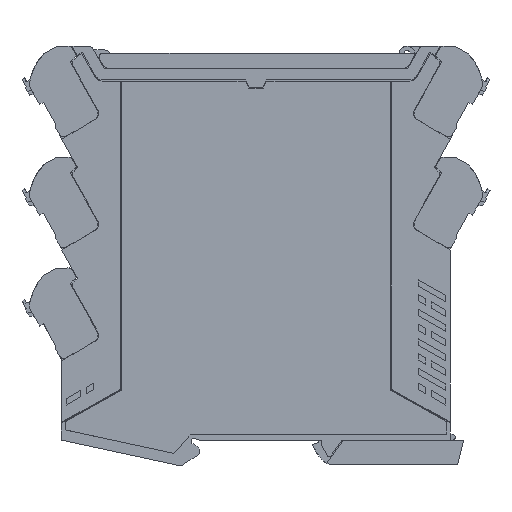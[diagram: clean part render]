
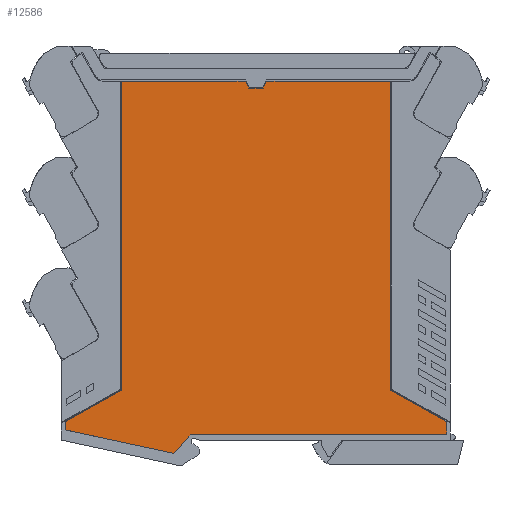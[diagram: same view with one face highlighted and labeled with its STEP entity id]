
A CAD part, left-side view. The second image highlights one B-rep face of the part: STEP entity #12586.
In plain terms, the highlighted planar face has unit normal (-1, 0, 0).
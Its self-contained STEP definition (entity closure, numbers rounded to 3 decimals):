
#12564=AXIS2_PLACEMENT_3D('Plane Axis2P3D',#12561,#12562,#12563) ;
#8880=CARTESIAN_POINT('Vertex',(0.,11.73,12.04)) ;
#8883=CARTESIAN_POINT('Line Origine',(0.,11.73,10.332)) ;
#8887=CARTESIAN_POINT('Vertex',(0.,11.73,8.624)) ;
#8903=CARTESIAN_POINT('Line Origine',(0.,46.51,8.624)) ;
#8907=CARTESIAN_POINT('Vertex',(0.,81.289,8.624)) ;
#8923=CARTESIAN_POINT('Line Origine',(0.,83.805,5.745)) ;
#8927=CARTESIAN_POINT('Vertex',(0.,85.842,3.413)) ;
#8929=CARTESIAN_POINT('Vertex',(0.,81.767,8.077)) ;
#8937=CARTESIAN_POINT('Line Origine',(0.,81.526,8.353)) ;
#8941=CARTESIAN_POINT('Vertex',(0.,81.762,8.082)) ;
#8944=CARTESIAN_POINT('Line Origine',(0.,81.765,8.079)) ;
#8961=CARTESIAN_POINT('Line Origine',(0.,100.618,6.592)) ;
#8965=CARTESIAN_POINT('Vertex',(0.,115.395,9.771)) ;
#8985=CARTESIAN_POINT('Line Origine',(0.,115.395,10.906)) ;
#8989=CARTESIAN_POINT('Vertex',(0.,115.395,12.04)) ;
#9005=CARTESIAN_POINT('Line Origine',(0.,107.778,16.305)) ;
#9009=CARTESIAN_POINT('Vertex',(0.,100.162,20.571)) ;
#9025=CARTESIAN_POINT('Line Origine',(0.,100.162,62.547)) ;
#9029=CARTESIAN_POINT('Vertex',(0.,100.162,104.524)) ;
#9045=CARTESIAN_POINT('Line Origine',(0.,68.143,104.524)) ;
#9049=CARTESIAN_POINT('Vertex',(0.,66.393,104.524)) ;
#9051=CARTESIAN_POINT('Vertex',(0.,69.893,104.524)) ;
#9059=CARTESIAN_POINT('Line Origine',(0.,85.028,104.524)) ;
#9078=CARTESIAN_POINT('Line Origine',(0.,65.95,103.574)) ;
#9082=CARTESIAN_POINT('Vertex',(0.,65.507,102.624)) ;
#9102=CARTESIAN_POINT('Vertex',(0.,61.618,102.624)) ;
#9105=CARTESIAN_POINT('Line Origine',(0.,63.562,102.624)) ;
#9123=CARTESIAN_POINT('Line Origine',(0.,61.175,103.574)) ;
#9127=CARTESIAN_POINT('Vertex',(0.,60.732,104.524)) ;
#9143=CARTESIAN_POINT('Line Origine',(0.,42.097,104.524)) ;
#9147=CARTESIAN_POINT('Vertex',(0.,26.962,104.524)) ;
#9149=CARTESIAN_POINT('Vertex',(0.,57.232,104.524)) ;
#9157=CARTESIAN_POINT('Line Origine',(0.,58.982,104.524)) ;
#9171=CARTESIAN_POINT('Line Origine',(0.,26.962,62.547)) ;
#9175=CARTESIAN_POINT('Vertex',(0.,26.962,20.571)) ;
#9191=CARTESIAN_POINT('Line Origine',(0.,19.346,16.305)) ;
#12561=CARTESIAN_POINT('Axis2P3D Location',(0.,63.562,7.024)) ;
#8884=DIRECTION('Vector Direction',(0.,0.,1.)) ;
#8904=DIRECTION('Vector Direction',(0.,1.,0.)) ;
#8924=DIRECTION('Vector Direction',(0.,-0.658,0.753)) ;
#8938=DIRECTION('Vector Direction',(0.,-0.658,0.753)) ;
#8945=DIRECTION('Vector Direction',(0.,-0.658,0.753)) ;
#8962=DIRECTION('Vector Direction',(0.,-0.978,-0.21)) ;
#8986=DIRECTION('Vector Direction',(0.,0.,-1.)) ;
#9006=DIRECTION('Vector Direction',(0.,0.872,-0.489)) ;
#9026=DIRECTION('Vector Direction',(0.,0.,-1.)) ;
#9046=DIRECTION('Vector Direction',(0.,1.,0.)) ;
#9060=DIRECTION('Vector Direction',(0.,1.,0.)) ;
#9079=DIRECTION('Vector Direction',(0.,0.423,0.906)) ;
#9106=DIRECTION('Vector Direction',(0.,1.,0.)) ;
#9124=DIRECTION('Vector Direction',(0.,-0.423,0.906)) ;
#9144=DIRECTION('Vector Direction',(0.,1.,0.)) ;
#9158=DIRECTION('Vector Direction',(0.,1.,0.)) ;
#9172=DIRECTION('Vector Direction',(0.,0.,1.)) ;
#9192=DIRECTION('Vector Direction',(0.,0.872,0.489)) ;
#12562=DIRECTION('Axis2P3D Direction',(-1.,0.,0.)) ;
#12563=DIRECTION('Axis2P3D XDirection',(0.,1.,0.)) ;
#8885=VECTOR('Line Direction',#8884,1.) ;
#8905=VECTOR('Line Direction',#8904,1.) ;
#8925=VECTOR('Line Direction',#8924,1.) ;
#8939=VECTOR('Line Direction',#8938,1.) ;
#8946=VECTOR('Line Direction',#8945,1.) ;
#8963=VECTOR('Line Direction',#8962,1.) ;
#8987=VECTOR('Line Direction',#8986,1.) ;
#9007=VECTOR('Line Direction',#9006,1.) ;
#9027=VECTOR('Line Direction',#9026,1.) ;
#9047=VECTOR('Line Direction',#9046,1.) ;
#9061=VECTOR('Line Direction',#9060,1.) ;
#9080=VECTOR('Line Direction',#9079,1.) ;
#9107=VECTOR('Line Direction',#9106,1.) ;
#9125=VECTOR('Line Direction',#9124,1.) ;
#9145=VECTOR('Line Direction',#9144,1.) ;
#9159=VECTOR('Line Direction',#9158,1.) ;
#9173=VECTOR('Line Direction',#9172,1.) ;
#9193=VECTOR('Line Direction',#9192,1.) ;
#12567=ORIENTED_EDGE('',*,*,#9109,.T.) ;
#12568=ORIENTED_EDGE('',*,*,#9084,.T.) ;
#12569=ORIENTED_EDGE('',*,*,#9053,.T.) ;
#12570=ORIENTED_EDGE('',*,*,#9063,.T.) ;
#12571=ORIENTED_EDGE('',*,*,#9031,.T.) ;
#12572=ORIENTED_EDGE('',*,*,#9011,.T.) ;
#12573=ORIENTED_EDGE('',*,*,#8991,.T.) ;
#12574=ORIENTED_EDGE('',*,*,#8967,.T.) ;
#12575=ORIENTED_EDGE('',*,*,#8931,.T.) ;
#12576=ORIENTED_EDGE('',*,*,#8948,.T.) ;
#12577=ORIENTED_EDGE('',*,*,#8943,.T.) ;
#12578=ORIENTED_EDGE('',*,*,#8909,.T.) ;
#12579=ORIENTED_EDGE('',*,*,#8889,.T.) ;
#12580=ORIENTED_EDGE('',*,*,#9195,.T.) ;
#12581=ORIENTED_EDGE('',*,*,#9177,.T.) ;
#12582=ORIENTED_EDGE('',*,*,#9151,.T.) ;
#12583=ORIENTED_EDGE('',*,*,#9161,.T.) ;
#12584=ORIENTED_EDGE('',*,*,#9129,.T.) ;
#12586=ADVANCED_FACE('GEHAEUSE',(#12585),#12565,.T.) ;
#8889=EDGE_CURVE('',#8888,#8881,#8886,.T.) ;
#8909=EDGE_CURVE('',#8908,#8888,#8906,.F.) ;
#8931=EDGE_CURVE('',#8928,#8930,#8926,.T.) ;
#8943=EDGE_CURVE('',#8942,#8908,#8940,.T.) ;
#8948=EDGE_CURVE('',#8930,#8942,#8947,.T.) ;
#8967=EDGE_CURVE('',#8966,#8928,#8964,.T.) ;
#8991=EDGE_CURVE('',#8990,#8966,#8988,.T.) ;
#9011=EDGE_CURVE('',#9010,#8990,#9008,.T.) ;
#9031=EDGE_CURVE('',#9030,#9010,#9028,.T.) ;
#9053=EDGE_CURVE('',#9050,#9052,#9048,.T.) ;
#9063=EDGE_CURVE('',#9052,#9030,#9062,.T.) ;
#9084=EDGE_CURVE('',#9083,#9050,#9081,.T.) ;
#9109=EDGE_CURVE('',#9103,#9083,#9108,.T.) ;
#9129=EDGE_CURVE('',#9128,#9103,#9126,.F.) ;
#9151=EDGE_CURVE('',#9148,#9150,#9146,.T.) ;
#9161=EDGE_CURVE('',#9150,#9128,#9160,.T.) ;
#9177=EDGE_CURVE('',#9176,#9148,#9174,.T.) ;
#9195=EDGE_CURVE('',#8881,#9176,#9194,.T.) ;
#12566=EDGE_LOOP('',(#12567,#12568,#12569,#12570,#12571,#12572,#12573,#12574,#12575,#12576,#12577,#12578,#12579,#12580,#12581,#12582,#12583,#12584)) ;
#12585=FACE_OUTER_BOUND('',#12566,.T.) ;
#8886=LINE('Line',#8883,#8885) ;
#8906=LINE('Line',#8903,#8905) ;
#8926=LINE('Line',#8923,#8925) ;
#8940=LINE('Line',#8937,#8939) ;
#8947=LINE('Line',#8944,#8946) ;
#8964=LINE('Line',#8961,#8963) ;
#8988=LINE('Line',#8985,#8987) ;
#9008=LINE('Line',#9005,#9007) ;
#9028=LINE('Line',#9025,#9027) ;
#9048=LINE('Line',#9045,#9047) ;
#9062=LINE('Line',#9059,#9061) ;
#9081=LINE('Line',#9078,#9080) ;
#9108=LINE('Line',#9105,#9107) ;
#9126=LINE('Line',#9123,#9125) ;
#9146=LINE('Line',#9143,#9145) ;
#9160=LINE('Line',#9157,#9159) ;
#9174=LINE('Line',#9171,#9173) ;
#9194=LINE('Line',#9191,#9193) ;
#12565=PLANE('',#12564) ;
#8881=VERTEX_POINT('',#8880) ;
#8888=VERTEX_POINT('',#8887) ;
#8908=VERTEX_POINT('',#8907) ;
#8928=VERTEX_POINT('',#8927) ;
#8930=VERTEX_POINT('',#8929) ;
#8942=VERTEX_POINT('',#8941) ;
#8966=VERTEX_POINT('',#8965) ;
#8990=VERTEX_POINT('',#8989) ;
#9010=VERTEX_POINT('',#9009) ;
#9030=VERTEX_POINT('',#9029) ;
#9050=VERTEX_POINT('',#9049) ;
#9052=VERTEX_POINT('',#9051) ;
#9083=VERTEX_POINT('',#9082) ;
#9103=VERTEX_POINT('',#9102) ;
#9128=VERTEX_POINT('',#9127) ;
#9148=VERTEX_POINT('',#9147) ;
#9150=VERTEX_POINT('',#9149) ;
#9176=VERTEX_POINT('',#9175) ;
